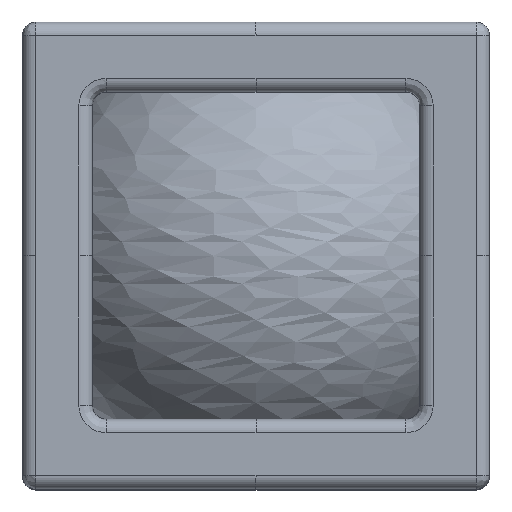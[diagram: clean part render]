
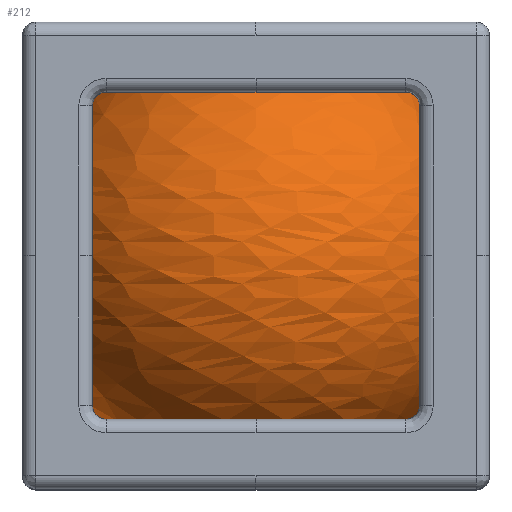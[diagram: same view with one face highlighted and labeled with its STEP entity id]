
A CAD part, top view. The second image highlights one B-rep face of the part: STEP entity #212.
In plain terms, the highlighted free-form (B-spline) face has degree [2, 2] with [5, 5] control points.
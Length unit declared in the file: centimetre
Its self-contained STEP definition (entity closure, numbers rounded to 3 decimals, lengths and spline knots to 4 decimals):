
#212=ADVANCED_FACE('',(#404),#3038,.T.);
#404=FACE_OUTER_BOUND('',#602,.T.);
#602=EDGE_LOOP('',(#1564,#1565));
#1564=ORIENTED_EDGE('',*,*,#2049,.T.);
#1565=ORIENTED_EDGE('',*,*,#2048,.F.);
#2048=EDGE_CURVE('',#2966,#2967,#2290,.T.);
#2049=EDGE_CURVE('',#2966,#2967,#2291,.T.);
#2290=TRIMMED_CURVE($,#2436,(#11115),(#11116),.T.,.CARTESIAN.);
#2291=TRIMMED_CURVE($,#2437,(#11118),(#11119),.T.,.CARTESIAN.);
#2436=CIRCLE('',#3542,0.5);
#2437=CIRCLE('',#3543,0.5);
#2966=VERTEX_POINT('',#11112);
#2967=VERTEX_POINT('',#11113);
#3038=(
BOUNDED_SURFACE()
B_SPLINE_SURFACE(2,2,((#11062,#11063,#11064,#11065,#11066),(#11067,#11068,
#11069,#11070,#11071),(#11072,#11073,#11074,#11075,#11076),(#11077,#11078,
#11079,#11080,#11081),(#11082,#11083,#11084,#11085,#11086)),
 .UNSPECIFIED.,.F.,.F.,.F.)
B_SPLINE_SURFACE_WITH_KNOTS((3,2,3),(3,2,3),(0.,785.3982,1570.7963),
(-785.3982,0.,785.3982),.UNSPECIFIED.)
GEOMETRIC_REPRESENTATION_ITEM()
RATIONAL_B_SPLINE_SURFACE(((1.,0.707,1.,0.707,1.),
(0.707,0.5,0.707,0.5,0.707),(1.,0.707,
1.,0.707,1.),(0.707,0.5,0.707,0.5,0.707),
(1.,0.707,1.,0.707,1.)))
REPRESENTATION_ITEM('')
SURFACE()
);
#3542=AXIS2_PLACEMENT_3D($,#11114,#3985,#3986);
#3543=AXIS2_PLACEMENT_3D($,#11117,#3987,#3988);
#3985=DIRECTION('',(0.,0.,-1.));
#3986=DIRECTION('',(0.,1.,0.));
#3987=DIRECTION('',(0.,0.,1.));
#3988=DIRECTION('',(0.,1.,0.));
#11062=CARTESIAN_POINT('',(0.,0.5,0.));
#11063=CARTESIAN_POINT('',(0.5,0.5,0.));
#11064=CARTESIAN_POINT('',(0.5,0.,0.));
#11065=CARTESIAN_POINT('',(0.5,-0.5,0.));
#11066=CARTESIAN_POINT('',(0.,-0.5,0.));
#11067=CARTESIAN_POINT('',(0.,0.5,0.));
#11068=CARTESIAN_POINT('',(0.5,0.5,0.5));
#11069=CARTESIAN_POINT('',(0.5,0.,0.5));
#11070=CARTESIAN_POINT('',(0.5,-0.5,0.5));
#11071=CARTESIAN_POINT('',(0.,-0.5,0.));
#11072=CARTESIAN_POINT('',(0.,0.5,0.));
#11073=CARTESIAN_POINT('',(0.,0.5,0.5));
#11074=CARTESIAN_POINT('',(0.,0.,0.5));
#11075=CARTESIAN_POINT('',(0.,-0.5,0.5));
#11076=CARTESIAN_POINT('',(0.,-0.5,0.));
#11077=CARTESIAN_POINT('',(0.,0.5,0.));
#11078=CARTESIAN_POINT('',(-0.5,0.5,0.5));
#11079=CARTESIAN_POINT('',(-0.5,0.,0.5));
#11080=CARTESIAN_POINT('',(-0.5,-0.5,0.5));
#11081=CARTESIAN_POINT('',(0.,-0.5,0.));
#11082=CARTESIAN_POINT('',(0.,0.5,0.));
#11083=CARTESIAN_POINT('',(-0.5,0.5,0.));
#11084=CARTESIAN_POINT('',(-0.5,0.,0.));
#11085=CARTESIAN_POINT('',(-0.5,-0.5,0.));
#11086=CARTESIAN_POINT('',(0.,-0.5,0.));
#11112=CARTESIAN_POINT('',(0.,0.5,0.));
#11113=CARTESIAN_POINT('',(0.,-0.5,0.));
#11114=CARTESIAN_POINT('',(0.,0.,0.));
#11115=CARTESIAN_POINT('',(0.,0.5,0.));
#11116=CARTESIAN_POINT('',(0.,-0.5,0.));
#11117=CARTESIAN_POINT('',(0.,0.,0.));
#11118=CARTESIAN_POINT('',(0.,0.5,0.));
#11119=CARTESIAN_POINT('',(0.,-0.5,0.));
